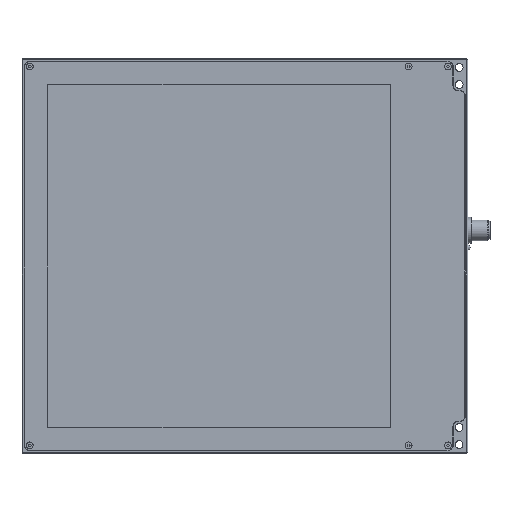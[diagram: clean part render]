
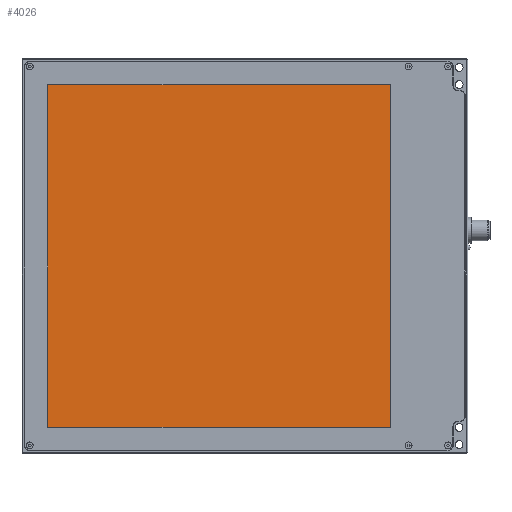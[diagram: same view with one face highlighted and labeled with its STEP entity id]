
A CAD part, top view. The second image highlights one B-rep face of the part: STEP entity #4026.
In plain terms, the highlighted planar face has unit normal (0, 0, 1).
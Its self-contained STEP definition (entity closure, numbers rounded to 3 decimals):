
#116=LINE('',#6036,#428);
#120=LINE('',#6044,#432);
#123=LINE('',#6050,#435);
#126=LINE('',#6055,#438);
#428=VECTOR('',#4891,200.);
#432=VECTOR('',#4897,200.);
#435=VECTOR('',#4902,200.);
#438=VECTOR('',#4907,200.);
#1020=FACE_OUTER_BOUND('',#1340,.T.);
#1340=EDGE_LOOP('',(#3072,#3073,#3074,#3075));
#1782=VERTEX_POINT('',#6034);
#1783=VERTEX_POINT('',#6035);
#1786=VERTEX_POINT('',#6043);
#1788=VERTEX_POINT('',#6049);
#2150=EDGE_CURVE('',#1782,#1783,#116,.T.);
#2154=EDGE_CURVE('',#1786,#1782,#120,.T.);
#2157=EDGE_CURVE('',#1783,#1788,#123,.T.);
#2160=EDGE_CURVE('',#1788,#1786,#126,.T.);
#3072=ORIENTED_EDGE('',*,*,#2154,.T.);
#3073=ORIENTED_EDGE('',*,*,#2150,.T.);
#3074=ORIENTED_EDGE('',*,*,#2157,.T.);
#3075=ORIENTED_EDGE('',*,*,#2160,.T.);
#3539=PLANE('',#4391);
#4026=ADVANCED_FACE('',(#1020),#3539,.F.);
#4391=AXIS2_PLACEMENT_3D('',#6418,#5249,#5250);
#4891=DIRECTION('',(-1.,0.,0.));
#4897=DIRECTION('',(0.,1.,0.));
#4902=DIRECTION('',(0.,-1.,0.));
#4907=DIRECTION('',(1.,0.,0.));
#5249=DIRECTION('center_axis',(0.,0.,-1.));
#5250=DIRECTION('ref_axis',(1.,0.,0.));
#6034=CARTESIAN_POINT('',(-45.,215.,16.));
#6035=CARTESIAN_POINT('',(-245.,215.,16.));
#6036=CARTESIAN_POINT('',(-45.,215.,16.));
#6043=CARTESIAN_POINT('',(-45.,15.,16.));
#6044=CARTESIAN_POINT('',(-45.,15.,16.));
#6049=CARTESIAN_POINT('',(-245.,15.,16.));
#6050=CARTESIAN_POINT('',(-245.,215.,16.));
#6055=CARTESIAN_POINT('',(-245.,15.,16.));
#6418=CARTESIAN_POINT('Origin',(-145.,115.,16.));
